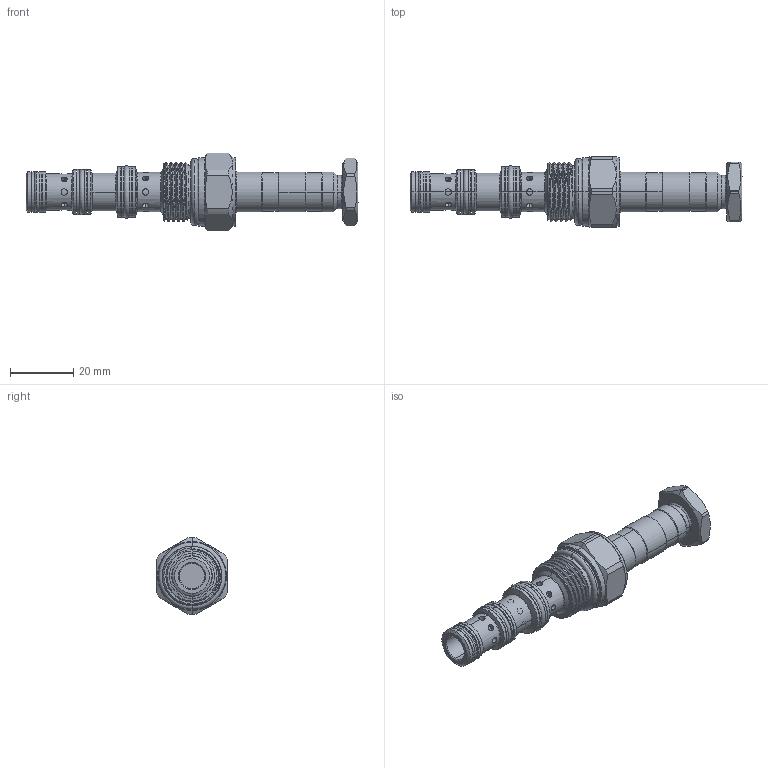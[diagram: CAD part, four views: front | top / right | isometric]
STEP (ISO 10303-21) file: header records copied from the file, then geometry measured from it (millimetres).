
FILE_DESCRIPTION (( 'STEP AP203' ), '1' );
FILE_NAME ('ES08W4H10N04-F.STEP', '2020-04-09T08:56:34', ( '' ), ( '' ), 'SwSTEP 2.0', 'SolidWorks 2018', '' );
FILE_SCHEMA (( 'CONFIG_CONTROL_DESIGN' ));
Length unit declared in the file: millimetre
Products named in the file (1): ES08W4H10N04-F
Bounding box: 105.25 x 22.22 x 24.65 mm (x, y, z)
Volume: 18470.1 mm3; surface area: 9455.1 mm2
Topology: 6 solids, 8 shells, 315 faces, 696 edges, 430 vertices
Faces by surface type: cylinder 170, plane 47, torus 46, cone 45, bspline 7
Entity records: 13042 total; most frequent: CARTESIAN_POINT 6163, DIRECTION 1430, ORIENTED_EDGE 1392, EDGE_CURVE 696, AXIS2_PLACEMENT_3D 608, VERTEX_POINT 430, EDGE_LOOP 360, ADVANCED_FACE 315
